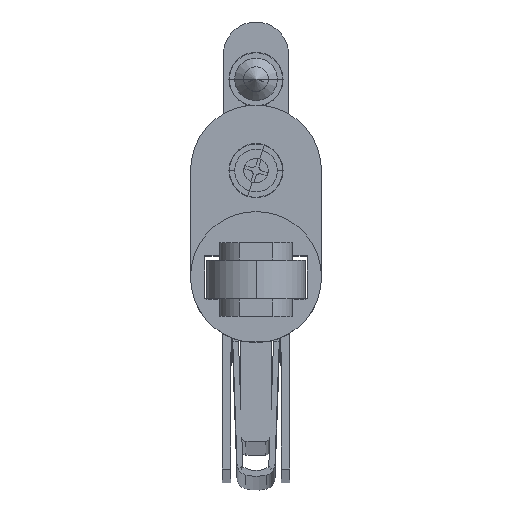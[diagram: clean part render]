
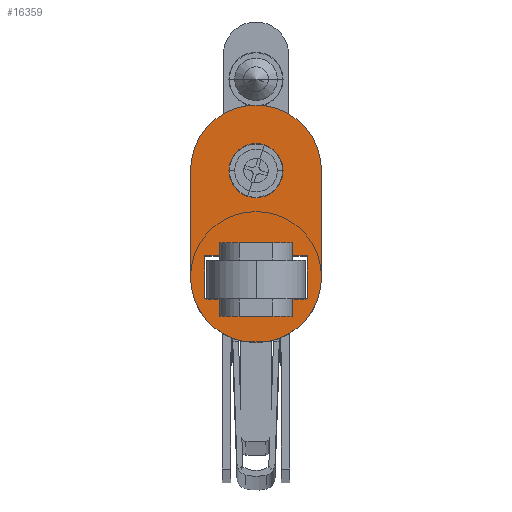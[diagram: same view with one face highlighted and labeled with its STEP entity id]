
A CAD part, top view. The second image highlights one B-rep face of the part: STEP entity #16359.
In plain terms, the highlighted planar face has unit normal (0, 0, 1).
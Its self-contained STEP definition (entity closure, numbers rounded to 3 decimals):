
#1085 = DIRECTION ( 'NONE',  ( -1., 0., 0. ) ) ;
#2073 = AXIS2_PLACEMENT_3D ( 'NONE', #72929, #36668, #8129 ) ;
#2144 = VERTEX_POINT ( 'NONE', #38189 ) ;
#2607 = VERTEX_POINT ( 'NONE', #41388 ) ;
#2850 = ORIENTED_EDGE ( 'NONE', *, *, #68076, .F. ) ;
#3822 = VECTOR ( 'NONE', #21359, 1000. ) ;
#3887 = AXIS2_PLACEMENT_3D ( 'NONE', #33931, #51886, #20290 ) ;
#4257 = VECTOR ( 'NONE', #44896, 1000. ) ;
#5425 = DIRECTION ( 'NONE',  ( 1., 0., 0. ) ) ;
#5666 = DIRECTION ( 'NONE',  ( 0., -1., 0. ) ) ;
#6832 = DIRECTION ( 'NONE',  ( 0., -1., 0. ) ) ;
#6854 = CARTESIAN_POINT ( 'NONE',  ( -4.5, 4.2, 18. ) ) ;
#7339 = CARTESIAN_POINT ( 'NONE',  ( -6.25, 2.6, 18. ) ) ;
#8129 = DIRECTION ( 'NONE',  ( 1., 0., 0. ) ) ;
#8846 = EDGE_CURVE ( 'NONE', #18875, #2607, #53978, .T. ) ;
#9038 = EDGE_CURVE ( 'NONE', #36891, #43485, #17011, .T. ) ;
#9058 = VECTOR ( 'NONE', #5666, 1000. ) ;
#9155 = ORIENTED_EDGE ( 'NONE', *, *, #28771, .F. ) ;
#9975 = EDGE_CURVE ( 'NONE', #2607, #18875, #26613, .T. ) ;
#10215 = DIRECTION ( 'NONE',  ( -1., 0., 0. ) ) ;
#10890 = CARTESIAN_POINT ( 'NONE',  ( 4.5, 4.2, 18. ) ) ;
#10953 = VERTEX_POINT ( 'NONE', #69599 ) ;
#11712 = ORIENTED_EDGE ( 'NONE', *, *, #19791, .F. ) ;
#11804 = EDGE_CURVE ( 'NONE', #63426, #43062, #57260, .T. ) ;
#12303 = DIRECTION ( 'NONE',  ( 1., 0., 0. ) ) ;
#12713 = LINE ( 'NONE', #17044, #49839 ) ;
#12725 = DIRECTION ( 'NONE',  ( 0., -1., 0. ) ) ;
#12735 = CARTESIAN_POINT ( 'NONE',  ( -4.5, 2.6, 18. ) ) ;
#12806 = LINE ( 'NONE', #36631, #28591 ) ;
#14125 = AXIS2_PLACEMENT_3D ( 'NONE', #23270, #24428, #12303 ) ;
#15052 = VECTOR ( 'NONE', #58242, 1000. ) ;
#15312 = AXIS2_PLACEMENT_3D ( 'NONE', #61166, #66233, #48686 ) ;
#15404 = DIRECTION ( 'NONE',  ( 1., 0., 0. ) ) ;
#16156 = VERTEX_POINT ( 'NONE', #49614 ) ;
#16359 = ADVANCED_FACE ( 'NONE', ( #24570, #19099, #48370 ), #61238, .T. ) ;
#17011 = LINE ( 'NONE', #17787, #9058 ) ;
#17044 = CARTESIAN_POINT ( 'NONE',  ( 8., 0., 18. ) ) ;
#17787 = CARTESIAN_POINT ( 'NONE',  ( -4.5, 4.2, 18. ) ) ;
#18171 = CARTESIAN_POINT ( 'NONE',  ( -4.5, -2.6, 18. ) ) ;
#18197 = DIRECTION ( 'NONE',  ( 0., 1., 0. ) ) ;
#18766 = EDGE_LOOP ( 'NONE', ( #2850, #9155, #55033, #33034, #69276, #25546, #11712, #22216, #27482, #75146, #33734, #63868 ) ) ;
#18875 = VERTEX_POINT ( 'NONE', #55356 ) ;
#19099 = FACE_BOUND ( 'NONE', #48054, .T. ) ;
#19791 = EDGE_CURVE ( 'NONE', #43062, #29072, #53448, .T. ) ;
#20290 = DIRECTION ( 'NONE',  ( 1., 0., 0. ) ) ;
#21359 = DIRECTION ( 'NONE',  ( 0., 1., 0. ) ) ;
#21642 = CARTESIAN_POINT ( 'NONE',  ( 0., 0., 18. ) ) ;
#21789 = ORIENTED_EDGE ( 'NONE', *, *, #9975, .F. ) ;
#22216 = ORIENTED_EDGE ( 'NONE', *, *, #11804, .F. ) ;
#22503 = CARTESIAN_POINT ( 'NONE',  ( 4.5, 4.2, 18. ) ) ;
#23270 = CARTESIAN_POINT ( 'NONE',  ( 0., 13., 18. ) ) ;
#24376 = EDGE_CURVE ( 'NONE', #2144, #71888, #72090, .T. ) ;
#24428 = DIRECTION ( 'NONE',  ( 0., 0., 1. ) ) ;
#24502 = DIRECTION ( 'NONE',  ( 0., -1., 0. ) ) ;
#24570 = FACE_BOUND ( 'NONE', #18766, .T. ) ;
#25546 = ORIENTED_EDGE ( 'NONE', *, *, #46238, .F. ) ;
#26613 = CIRCLE ( 'NONE', #14125, 3.3 ) ;
#26939 = LINE ( 'NONE', #67907, #4257 ) ;
#27284 = ORIENTED_EDGE ( 'NONE', *, *, #8846, .F. ) ;
#27482 = ORIENTED_EDGE ( 'NONE', *, *, #57893, .F. ) ;
#28523 = CARTESIAN_POINT ( 'NONE',  ( -8., 0., 18. ) ) ;
#28572 = LINE ( 'NONE', #70692, #15052 ) ;
#28591 = VECTOR ( 'NONE', #10215, 1000. ) ;
#28771 = EDGE_CURVE ( 'NONE', #59512, #29513, #49034, .T. ) ;
#28832 = LINE ( 'NONE', #52655, #63373 ) ;
#29072 = VERTEX_POINT ( 'NONE', #40578 ) ;
#29304 = EDGE_CURVE ( 'NONE', #10953, #47536, #67819, .T. ) ;
#29513 = VERTEX_POINT ( 'NONE', #12735 ) ;
#30167 = CARTESIAN_POINT ( 'NONE',  ( -6.25, -2.6, 18. ) ) ;
#30741 = CARTESIAN_POINT ( 'NONE',  ( 4.5, -4.8, 18. ) ) ;
#31101 = AXIS2_PLACEMENT_3D ( 'NONE', #21642, #62233, #15404 ) ;
#32226 = EDGE_CURVE ( 'NONE', #66700, #36891, #26939, .T. ) ;
#33034 = ORIENTED_EDGE ( 'NONE', *, *, #33740, .F. ) ;
#33734 = ORIENTED_EDGE ( 'NONE', *, *, #32226, .F. ) ;
#33740 = EDGE_CURVE ( 'NONE', #47536, #16156, #58139, .T. ) ;
#33931 = CARTESIAN_POINT ( 'NONE',  ( 0., 13., 18. ) ) ;
#35247 = ORIENTED_EDGE ( 'NONE', *, *, #61640, .T. ) ;
#35501 = CARTESIAN_POINT ( 'NONE',  ( -6.25, -2.6, 18. ) ) ;
#35899 = VECTOR ( 'NONE', #1085, 1000. ) ;
#36631 = CARTESIAN_POINT ( 'NONE',  ( -4.5, 4.2, 18. ) ) ;
#36668 = DIRECTION ( 'NONE',  ( 0., 0., 1. ) ) ;
#36891 = VERTEX_POINT ( 'NONE', #18171 ) ;
#37099 = LINE ( 'NONE', #43342, #57475 ) ;
#37870 = DIRECTION ( 'NONE',  ( -1., 0., 0. ) ) ;
#38189 = CARTESIAN_POINT ( 'NONE',  ( -8., 13., 18. ) ) ;
#40578 = CARTESIAN_POINT ( 'NONE',  ( 6.25, -2.6, 18. ) ) ;
#40778 = ORIENTED_EDGE ( 'NONE', *, *, #41587, .T. ) ;
#41388 = CARTESIAN_POINT ( 'NONE',  ( -3.3, 13., 18. ) ) ;
#41555 = EDGE_CURVE ( 'NONE', #49202, #66700, #48617, .T. ) ;
#41587 = EDGE_CURVE ( 'NONE', #71888, #71228, #62240, .T. ) ;
#42089 = EDGE_CURVE ( 'NONE', #16156, #59512, #12806, .T. ) ;
#43062 = VERTEX_POINT ( 'NONE', #66761 ) ;
#43342 = CARTESIAN_POINT ( 'NONE',  ( -6.25, 2.6, 18. ) ) ;
#43427 = ORIENTED_EDGE ( 'NONE', *, *, #50538, .T. ) ;
#43485 = VERTEX_POINT ( 'NONE', #62967 ) ;
#44896 = DIRECTION ( 'NONE',  ( 1., 0., 0. ) ) ;
#46238 = EDGE_CURVE ( 'NONE', #29072, #10953, #28572, .T. ) ;
#47057 = VERTEX_POINT ( 'NONE', #55275 ) ;
#47536 = VERTEX_POINT ( 'NONE', #60839 ) ;
#48054 = EDGE_LOOP ( 'NONE', ( #27284, #21789 ) ) ;
#48370 = FACE_OUTER_BOUND ( 'NONE', #55543, .T. ) ;
#48617 = LINE ( 'NONE', #66168, #51049 ) ;
#48686 = DIRECTION ( 'NONE',  ( 1., 0., 0. ) ) ;
#49034 = LINE ( 'NONE', #6854, #49608 ) ;
#49202 = VERTEX_POINT ( 'NONE', #73914 ) ;
#49608 = VECTOR ( 'NONE', #12725, 1000. ) ;
#49614 = CARTESIAN_POINT ( 'NONE',  ( 4.5, 4.2, 18. ) ) ;
#49839 = VECTOR ( 'NONE', #18197, 1000. ) ;
#50538 = EDGE_CURVE ( 'NONE', #47057, #2144, #67463, .T. ) ;
#51049 = VECTOR ( 'NONE', #6832, 1000. ) ;
#51886 = DIRECTION ( 'NONE',  ( 0., 0., 1. ) ) ;
#52419 = CARTESIAN_POINT ( 'NONE',  ( 8., 0., 18. ) ) ;
#52655 = CARTESIAN_POINT ( 'NONE',  ( -4.5, -4.8, 18. ) ) ;
#53448 = LINE ( 'NONE', #35501, #62292 ) ;
#53978 = CIRCLE ( 'NONE', #15312, 3.3 ) ;
#55033 = ORIENTED_EDGE ( 'NONE', *, *, #42089, .F. ) ;
#55275 = CARTESIAN_POINT ( 'NONE',  ( 8., 13., 18. ) ) ;
#55356 = CARTESIAN_POINT ( 'NONE',  ( 3.3, 13., 18. ) ) ;
#55543 = EDGE_LOOP ( 'NONE', ( #40778, #35247, #43427, #76230 ) ) ;
#57260 = LINE ( 'NONE', #22503, #3822 ) ;
#57329 = CARTESIAN_POINT ( 'NONE',  ( -4.5, 4.2, 18. ) ) ;
#57475 = VECTOR ( 'NONE', #37870, 1000. ) ;
#57893 = EDGE_CURVE ( 'NONE', #43485, #63426, #28832, .T. ) ;
#58139 = LINE ( 'NONE', #10890, #70340 ) ;
#58242 = DIRECTION ( 'NONE',  ( 0., 1., 0. ) ) ;
#59512 = VERTEX_POINT ( 'NONE', #57329 ) ;
#60839 = CARTESIAN_POINT ( 'NONE',  ( 4.5, 2.6, 18. ) ) ;
#61166 = CARTESIAN_POINT ( 'NONE',  ( 0., 13., 18. ) ) ;
#61238 = PLANE ( 'NONE',  #2073 ) ;
#61640 = EDGE_CURVE ( 'NONE', #71228, #47057, #12713, .T. ) ;
#62233 = DIRECTION ( 'NONE',  ( 0., 0., 1. ) ) ;
#62240 = CIRCLE ( 'NONE', #31101, 8. ) ;
#62292 = VECTOR ( 'NONE', #5425, 1000. ) ;
#62967 = CARTESIAN_POINT ( 'NONE',  ( -4.5, -4.8, 18. ) ) ;
#63373 = VECTOR ( 'NONE', #65115, 1000. ) ;
#63426 = VERTEX_POINT ( 'NONE', #30741 ) ;
#63868 = ORIENTED_EDGE ( 'NONE', *, *, #41555, .F. ) ;
#65115 = DIRECTION ( 'NONE',  ( 1., 0., 0. ) ) ;
#66168 = CARTESIAN_POINT ( 'NONE',  ( -6.25, -2.6, 18. ) ) ;
#66233 = DIRECTION ( 'NONE',  ( 0., 0., 1. ) ) ;
#66700 = VERTEX_POINT ( 'NONE', #30167 ) ;
#66761 = CARTESIAN_POINT ( 'NONE',  ( 4.5, -2.6, 18. ) ) ;
#67463 = CIRCLE ( 'NONE', #3887, 8. ) ;
#67819 = LINE ( 'NONE', #7339, #35899 ) ;
#67907 = CARTESIAN_POINT ( 'NONE',  ( -6.25, -2.6, 18. ) ) ;
#68076 = EDGE_CURVE ( 'NONE', #29513, #49202, #37099, .T. ) ;
#69276 = ORIENTED_EDGE ( 'NONE', *, *, #29304, .F. ) ;
#69599 = CARTESIAN_POINT ( 'NONE',  ( 6.25, 2.6, 18. ) ) ;
#70340 = VECTOR ( 'NONE', #75301, 1000. ) ;
#70692 = CARTESIAN_POINT ( 'NONE',  ( 6.25, -2.6, 18. ) ) ;
#71228 = VERTEX_POINT ( 'NONE', #52419 ) ;
#71888 = VERTEX_POINT ( 'NONE', #73511 ) ;
#72090 = LINE ( 'NONE', #28523, #76770 ) ;
#72929 = CARTESIAN_POINT ( 'NONE',  ( 0., 0., 18. ) ) ;
#73511 = CARTESIAN_POINT ( 'NONE',  ( -8., 0., 18. ) ) ;
#73914 = CARTESIAN_POINT ( 'NONE',  ( -6.25, 2.6, 18. ) ) ;
#75146 = ORIENTED_EDGE ( 'NONE', *, *, #9038, .F. ) ;
#75301 = DIRECTION ( 'NONE',  ( 0., 1., 0. ) ) ;
#76230 = ORIENTED_EDGE ( 'NONE', *, *, #24376, .T. ) ;
#76770 = VECTOR ( 'NONE', #24502, 1000. ) ;
